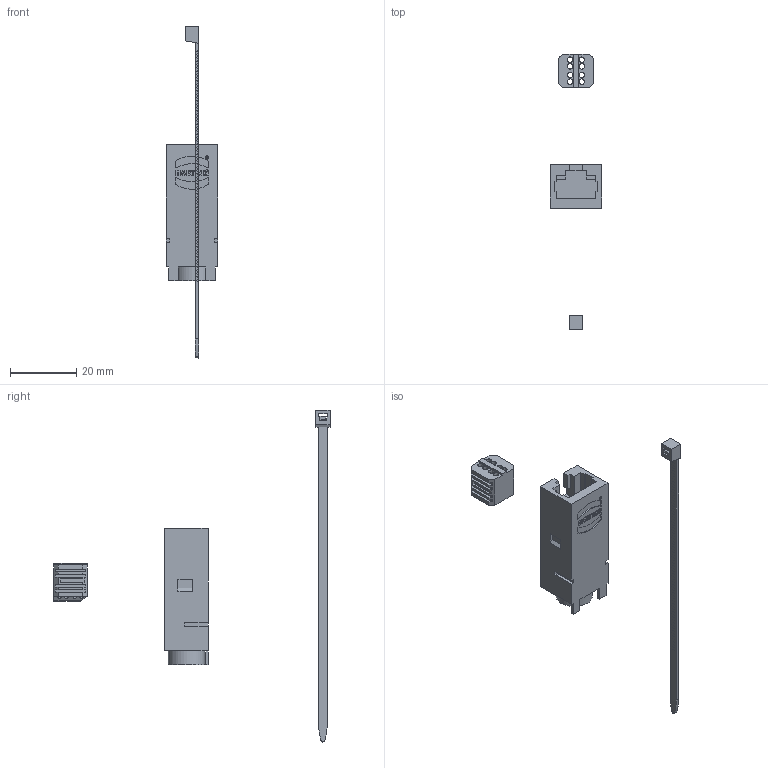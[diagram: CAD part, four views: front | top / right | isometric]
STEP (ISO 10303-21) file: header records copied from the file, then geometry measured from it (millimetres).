
FILE_DESCRIPTION(( 'HARTING HARTING HARTING HARTING HARTING HARTING HARTING HARTING HARTING', 'This Document is valid for Parts No. 20 82 001 0001'),'2;1');
FILE_NAME('MD_20820010001_RA.stp', '2011-10-11T11:39:36',('ITIS-4b'),('HARTING KGaA, D-32339 Espelkamp'), 'I-DEAS Master Series 10','HP-UNIX','Yes');
FILE_SCHEMA(('AUTOMOTIVE_DESIGN { 1 0 10303 214 1 1 1 1 }'));
Length unit declared in the file: millimetre
Products named in the file (1): MD 20 82 001 0001
Bounding box: 15.6 x 83.16 x 100 mm (x, y, z)
Volume: 5652.4 mm3; surface area: 6334 mm2
Topology: 3 solids, 3 shells, 415 faces, 1186 edges, 790 vertices
Faces by surface type: bspline 415
Entity records: 13127 total; most frequent: CARTESIAN_POINT 5539, ORIENTED_EDGE 2372, EDGE_CURVE 1186, VERTEX_POINT 790, B_SPLINE_CURVE_WITH_KNOTS 571, QUASI_UNIFORM_CURVE 563, EDGE_LOOP 446, FACE_OUTER_BOUND 415
